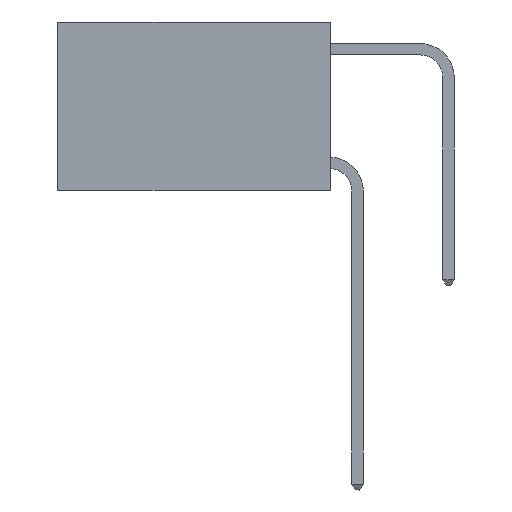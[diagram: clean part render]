
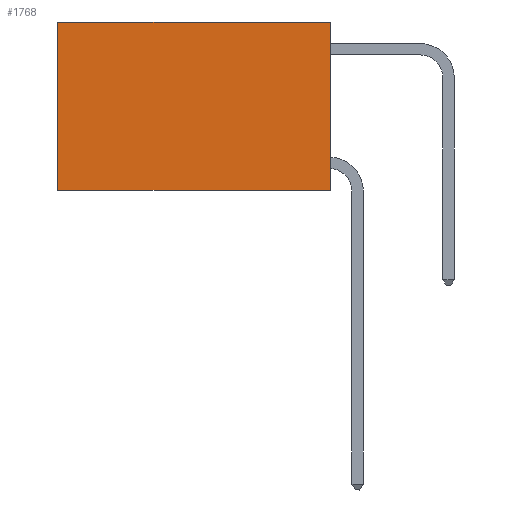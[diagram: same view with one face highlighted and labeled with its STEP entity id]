
A CAD part, left-side view. The second image highlights one B-rep face of the part: STEP entity #1768.
In plain terms, the highlighted planar face has unit normal (-1, 0, 0).
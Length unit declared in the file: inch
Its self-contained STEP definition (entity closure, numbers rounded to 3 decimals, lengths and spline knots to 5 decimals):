
#65 = CARTESIAN_POINT ( 'NONE',  ( 0.2625, 0.6, 0. ) ) ;
#82 = DIRECTION ( 'NONE',  ( 0., 0., -1. ) ) ;
#962 = ORIENTED_EDGE ( 'NONE', *, *, #14209, .T. ) ;
#966 = CARTESIAN_POINT ( 'NONE',  ( 0.2625, 0., 0. ) ) ;
#1234 = VERTEX_POINT ( 'NONE', #20087 ) ;
#1768 = ADVANCED_FACE ( 'NONE', ( #20982 ), #18244, .F. ) ;
#2037 = ORIENTED_EDGE ( 'NONE', *, *, #13022, .T. ) ;
#2295 = EDGE_LOOP ( 'NONE', ( #962, #9605, #13988, #2037 ) ) ;
#5060 = CARTESIAN_POINT ( 'NONE',  ( 0.2625, 0., -0.37 ) ) ;
#7573 = DIRECTION ( 'NONE',  ( 0., 0., -1. ) ) ;
#8417 = CARTESIAN_POINT ( 'NONE',  ( 0.2625, 0., 0. ) ) ;
#8791 = LINE ( 'NONE', #65, #15927 ) ;
#9035 = VECTOR ( 'NONE', #7573, 39.37008 ) ;
#9216 = VERTEX_POINT ( 'NONE', #19985 ) ;
#9435 = DIRECTION ( 'NONE',  ( 0., 1., 0. ) ) ;
#9605 = ORIENTED_EDGE ( 'NONE', *, *, #12251, .F. ) ;
#9947 = DIRECTION ( 'NONE',  ( 0., 0., -1. ) ) ;
#10153 = LINE ( 'NONE', #18400, #14987 ) ;
#11113 = CARTESIAN_POINT ( 'NONE',  ( 0.2625, 0., 0. ) ) ;
#11608 = LINE ( 'NONE', #17330, #9035 ) ;
#12251 = EDGE_CURVE ( 'NONE', #16509, #9216, #10153, .T. ) ;
#12305 = DIRECTION ( 'NONE',  ( 0., 1., 0. ) ) ;
#13022 = EDGE_CURVE ( 'NONE', #17055, #1234, #20828, .T. ) ;
#13976 = EDGE_CURVE ( 'NONE', #17055, #16509, #11608, .T. ) ;
#13988 = ORIENTED_EDGE ( 'NONE', *, *, #13976, .F. ) ;
#14174 = AXIS2_PLACEMENT_3D ( 'NONE', #8417, #19729, #9947 ) ;
#14209 = EDGE_CURVE ( 'NONE', #1234, #9216, #8791, .T. ) ;
#14987 = VECTOR ( 'NONE', #12305, 39.37008 ) ;
#15927 = VECTOR ( 'NONE', #82, 39.37008 ) ;
#16509 = VERTEX_POINT ( 'NONE', #5060 ) ;
#16515 = VECTOR ( 'NONE', #9435, 39.37008 ) ;
#17055 = VERTEX_POINT ( 'NONE', #11113 ) ;
#17330 = CARTESIAN_POINT ( 'NONE',  ( 0.2625, 0., 0. ) ) ;
#18244 = PLANE ( 'NONE',  #14174 ) ;
#18400 = CARTESIAN_POINT ( 'NONE',  ( 0.2625, 0., -0.37 ) ) ;
#19729 = DIRECTION ( 'NONE',  ( 1., 0., 0. ) ) ;
#19985 = CARTESIAN_POINT ( 'NONE',  ( 0.2625, 0.6, -0.37 ) ) ;
#20087 = CARTESIAN_POINT ( 'NONE',  ( 0.2625, 0.6, 0. ) ) ;
#20828 = LINE ( 'NONE', #966, #16515 ) ;
#20982 = FACE_OUTER_BOUND ( 'NONE', #2295, .T. ) ;
